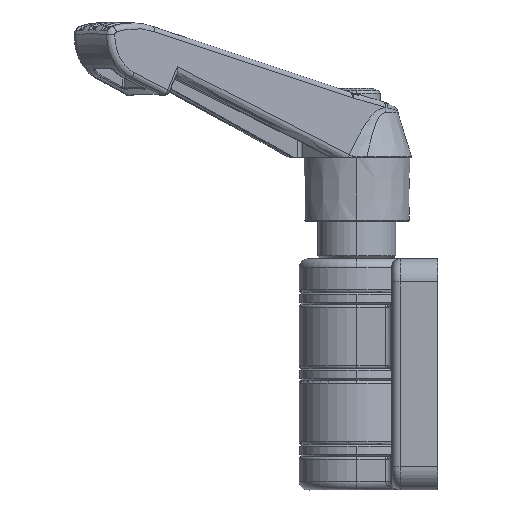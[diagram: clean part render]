
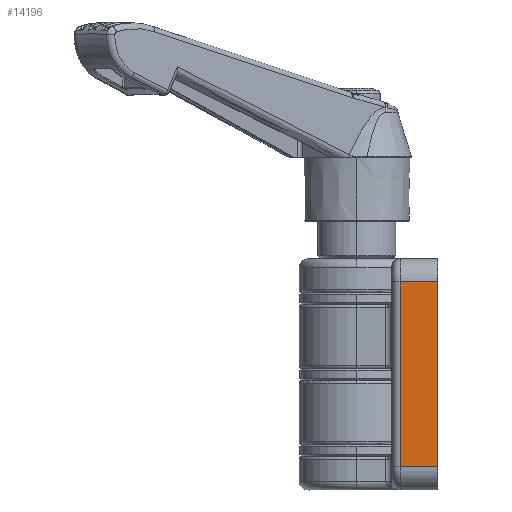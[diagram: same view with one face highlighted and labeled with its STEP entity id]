
A CAD part, left-side view. The second image highlights one B-rep face of the part: STEP entity #14196.
In plain terms, the highlighted planar face has unit normal (-1, 0, 0).
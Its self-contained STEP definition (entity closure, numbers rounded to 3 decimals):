
#484 = LINE ( 'NONE', #2217, #11225 ) ;
#598 = LINE ( 'NONE', #10853, #6260 ) ;
#1063 = EDGE_CURVE ( 'NONE', #2935, #8948, #484, .T. ) ;
#1441 = FACE_OUTER_BOUND ( 'NONE', #12775, .T. ) ;
#2217 = CARTESIAN_POINT ( 'NONE',  ( -29.794, -5.617, -36.621 ) ) ;
#2421 = CARTESIAN_POINT ( 'NONE',  ( -29.794, -13.617, -36.621 ) ) ;
#2935 = VERTEX_POINT ( 'NONE', #2421 ) ;
#3162 = ORIENTED_EDGE ( 'NONE', *, *, #3704, .F. ) ;
#3704 = EDGE_CURVE ( 'NONE', #6626, #2935, #598, .T. ) ;
#4524 = EDGE_CURVE ( 'NONE', #16669, #8948, #19776, .T. ) ;
#5044 = AXIS2_PLACEMENT_3D ( 'NONE', #20986, #14325, #12892 ) ;
#5711 = DIRECTION ( 'NONE',  ( 0., 0., -1. ) ) ;
#5776 = ORIENTED_EDGE ( 'NONE', *, *, #1063, .F. ) ;
#6260 = VECTOR ( 'NONE', #5711, 1000. ) ;
#6451 = PLANE ( 'NONE',  #5044 ) ;
#6626 = VERTEX_POINT ( 'NONE', #7530 ) ;
#6917 = VECTOR ( 'NONE', #19878, 1000. ) ;
#7530 = CARTESIAN_POINT ( 'NONE',  ( -29.794, -13.617, -4.621 ) ) ;
#8948 = VERTEX_POINT ( 'NONE', #16042 ) ;
#10853 = CARTESIAN_POINT ( 'NONE',  ( -29.794, -13.617, -40.621 ) ) ;
#11225 = VECTOR ( 'NONE', #13561, 1000. ) ;
#11337 = EDGE_CURVE ( 'NONE', #6626, #16669, #16615, .T. ) ;
#11878 = DIRECTION ( 'NONE',  ( 0., 1., 0. ) ) ;
#11967 = CARTESIAN_POINT ( 'NONE',  ( -29.794, -7.117, -4.621 ) ) ;
#12775 = EDGE_LOOP ( 'NONE', ( #12961, #17912, #5776, #3162 ) ) ;
#12892 = DIRECTION ( 'NONE',  ( 0., 0., 1. ) ) ;
#12961 = ORIENTED_EDGE ( 'NONE', *, *, #11337, .T. ) ;
#13561 = DIRECTION ( 'NONE',  ( 0., 1., 0. ) ) ;
#14196 = ADVANCED_FACE ( 'NONE', ( #1441 ), #6451, .T. ) ;
#14325 = DIRECTION ( 'NONE',  ( -1., 0., 0. ) ) ;
#16042 = CARTESIAN_POINT ( 'NONE',  ( -29.794, -7.117, -36.621 ) ) ;
#16290 = CARTESIAN_POINT ( 'NONE',  ( -29.794, -7.117, -40.621 ) ) ;
#16615 = LINE ( 'NONE', #21488, #20856 ) ;
#16669 = VERTEX_POINT ( 'NONE', #11967 ) ;
#17912 = ORIENTED_EDGE ( 'NONE', *, *, #4524, .T. ) ;
#19776 = LINE ( 'NONE', #16290, #6917 ) ;
#19878 = DIRECTION ( 'NONE',  ( 0., 0., -1. ) ) ;
#20856 = VECTOR ( 'NONE', #11878, 1000. ) ;
#20986 = CARTESIAN_POINT ( 'NONE',  ( -29.794, -5.617, -40.621 ) ) ;
#21488 = CARTESIAN_POINT ( 'NONE',  ( -29.794, -5.617, -4.621 ) ) ;
